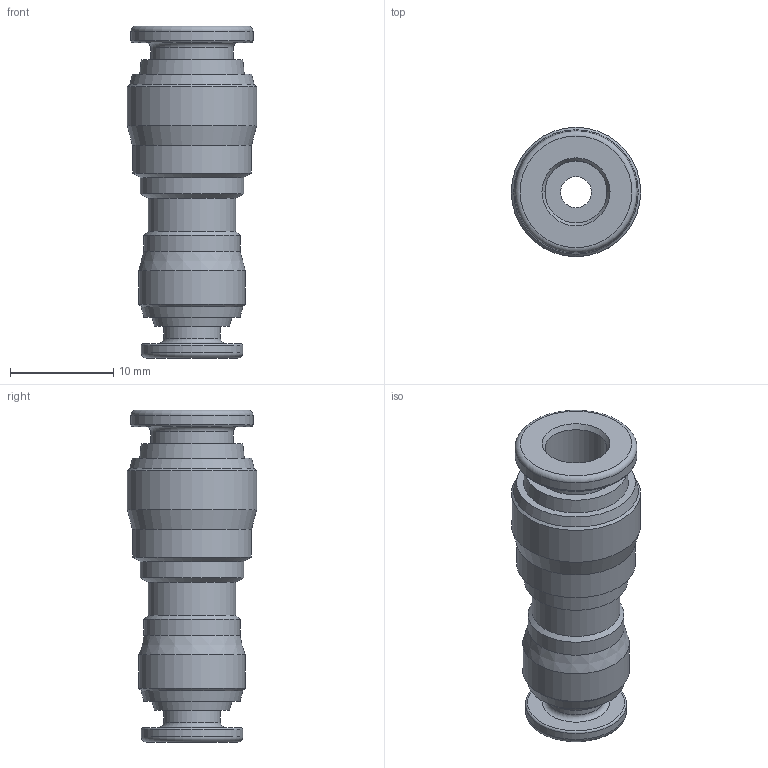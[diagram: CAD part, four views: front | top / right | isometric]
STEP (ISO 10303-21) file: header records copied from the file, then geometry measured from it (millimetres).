
FILE_DESCRIPTION(/* description */ ('STEP AP214'),/* implementation_level */ '2;1');
FILE_NAME(/* name */ '8085704_NPQR-D-Q6-Q4',/* time_stamp */ '2024-09-13T08:36:06+02:00',/* author */ ('License CC BY-ND 4.0'),/* organization */ ('CADENAS'),/* preprocessor_version */ 'ST-DEVELOPER v19.3',/* originating_system */ 'PARTsolutions',/* authorisation */ ' ');
FILE_SCHEMA (('AUTOMOTIVE_DESIGN {1 0 10303 214 3 1 1}'));
Length unit declared in the file: millimetre
Products named in the file (1): 8085704 NPQR-D-Q6-Q4---(high)
Bounding box: 12.5 x 12.5 x 32.1 mm (x, y, z)
Volume: 1998.2 mm3; surface area: 1895.6 mm2
Topology: 1 solids, 1 shells, 42 faces, 74 edges, 42 vertices
Faces by surface type: cylinder 13, cone 13, plane 10, torus 6
Full cylindrical faces by diameter (mm): 3 x1, 4 x1, 5.5 x1, 6 x1, 8 x1, 8.5 x1, 9.3 x1, 9.8 x1, 10 x1, 10.3 x1, 11.5 x1, 11.8 x1, 12.5 x1
Entity records: 878 total; most frequent: DIRECTION 170, CARTESIAN_POINT 127, AXIS2_PLACEMENT_3D 85, ORIENTED_EDGE 84, EDGE_LOOP 84, FACE_BOUND 84, EDGE_CURVE 42, VERTEX_POINT 42
